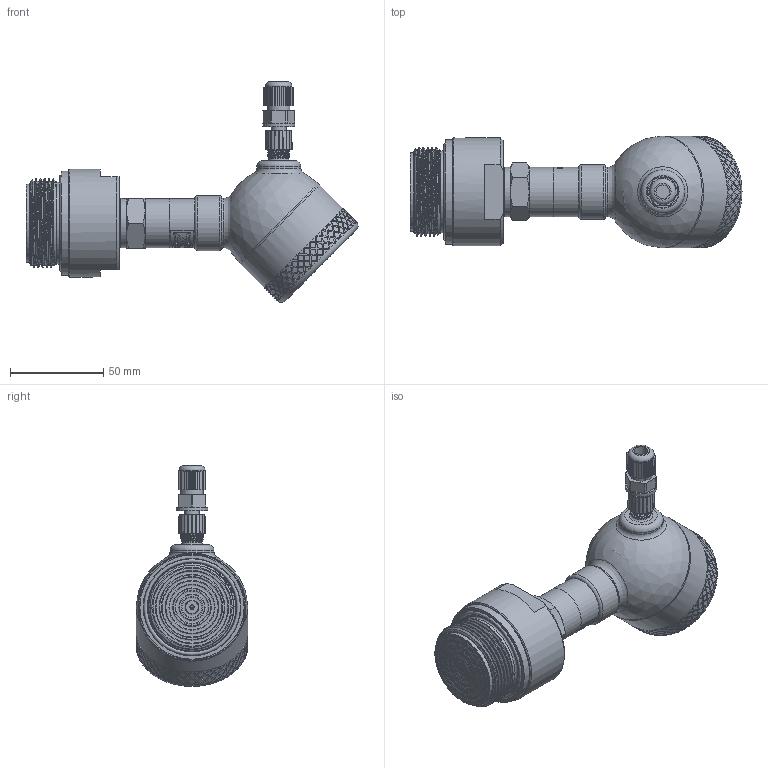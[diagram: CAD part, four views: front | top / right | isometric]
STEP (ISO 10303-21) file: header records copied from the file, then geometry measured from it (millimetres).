
FILE_DESCRIPTION(/* description */ (''),/* implementation_level */ '2;1');
FILE_NAME(/* name */ 'APZ3420mFH_G1-1''2DIN-flush_3_display.step',/* time_stamp */ '2021-07-07T16:11:25+03:00',/* author */ (''),/* organization */ (''),/* preprocessor_version */ 'ST-DEVELOPER v18.1',/* originating_system */ 'Autodesk Translation Framework v10.9.0.1377',/* authorisation */ '');
FILE_SCHEMA (('AUTOMOTIVE_DESIGN { 1 0 10303 214 3 1 1 }'));
Length unit declared in the file: millimetre
Products named in the file (9): АПЗ420М-полевойкорпус-
заполненный; Заполненный полевой 
корпус v13; Cover for display; Display; Main body; M12x1 adapter; M12x1 female straight v9; G1\4EN; G1-1'2DIN diaphragm 42 v6 (1)
Assembly tree (7 placements, depth 3):
  АПЗ420М-полевойкорпус-
заполненный
    Заполненный полевой 
корпус v13
      Cover for display
      Display
      Main body
      M12x1 adapter
      M12x1 female straight v9
    G1\4EN
  G1-1'2DIN diaphragm 42 v6 (1)
Bounding box: 178.38 x 60.1 x 118.64 mm (x, y, z)
Volume: 330818.3 mm3; surface area: 65193.9 mm2
Topology: 18 solids, 18 shells, 1849 faces, 4634 edges, 3046 vertices
Faces by surface type: bspline 1000, plane 402, cylinder 353, cone 51, torus 41, sphere 2
Full cylindrical faces by diameter (mm): 0.012 x1, 1 x4, 2 x1, 3.3 x1, 4 x1, 5 x7, 6.116 x1, 7.3 x1, 8 x3, 9.3 x1, 9.5 x2, 10.293 x1, 10.5 x2, 10.741 x7, 11 x1, 11.445 x4, 11.884 x6, 12 x1, 13.157 x9, 14 x1, 17 x1, 19.7 x1, 21.6 x1, 21.767 x1, 22.4 x1, 23.6 x1, 24.5 x2, 26.5 x2, 29.5 x1, 41 x3
Entity records: 83749 total; most frequent: CARTESIAN_POINT 47103, ORIENTED_EDGE 9264, EDGE_CURVE 4632, DIRECTION 4210, VERTEX_POINT 3046, B_SPLINE_CURVE_WITH_KNOTS 2779, EDGE_LOOP 2114, FACE_OUTER_BOUND 1849
